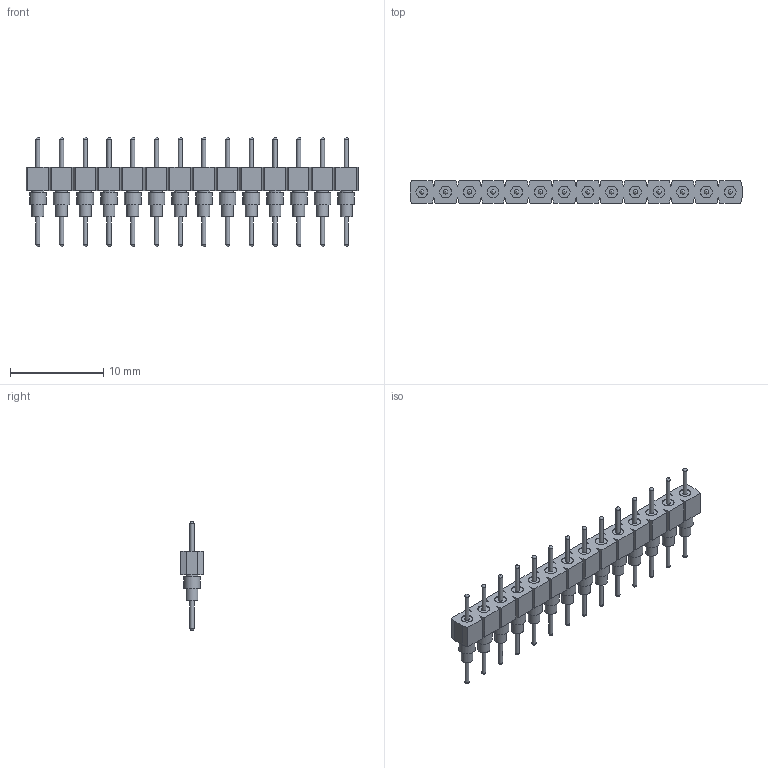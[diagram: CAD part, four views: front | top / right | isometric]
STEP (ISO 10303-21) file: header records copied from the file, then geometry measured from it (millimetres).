
FILE_DESCRIPTION(('FreeCAD Model'),'2;1');
FILE_NAME('Open CASCADE Shape Model','2025-01-12T11:55:50',(''),(''), 'Open CASCADE STEP processor 7.8','FreeCAD','Unknown');
FILE_SCHEMA(('AUTOMOTIVE_DESIGN { 1 0 10303 214 1 1 1 1 }'));
Length unit declared in the file: millimetre
Products named in the file (15): BBS-114-G-A_pins013; BBS-114-G-A_socket; BBS-114-G-A_pins; BBS-114-G-A_pins001; BBS-114-G-A_pins002; BBS-114-G-A_pins003; BBS-114-G-A_pins004; BBS-114-G-A_pins005; BBS-114-G-A_pins006; BBS-114-G-A_pins007; BBS-114-G-A_pins008; BBS-114-G-A_pins009; BBS-114-G-A_pins010; BBS-114-G-A_pins011; BBS-114-G-A_pins012
Bounding box: 35.56 x 2.44 x 11.68 mm (x, y, z)
Volume: 296.8 mm3; surface area: 1045.9 mm2
Topology: 15 solids, 15 shells, 256 faces, 608 edges, 410 vertices
Faces by surface type: plane 144, cylinder 84, sphere 28
Full cylindrical faces by diameter (mm): 0.457 x28, 1.27 x42, 1.778 x14
Entity records: 7644 total; most frequent: CARTESIAN_POINT 1471, DIRECTION 1192, ORIENTED_EDGE 1160, EDGE_CURVE 580, AXIS2_PLACEMENT_3D 467, VERTEX_POINT 410, FACE_BOUND 340, EDGE_LOOP 340
